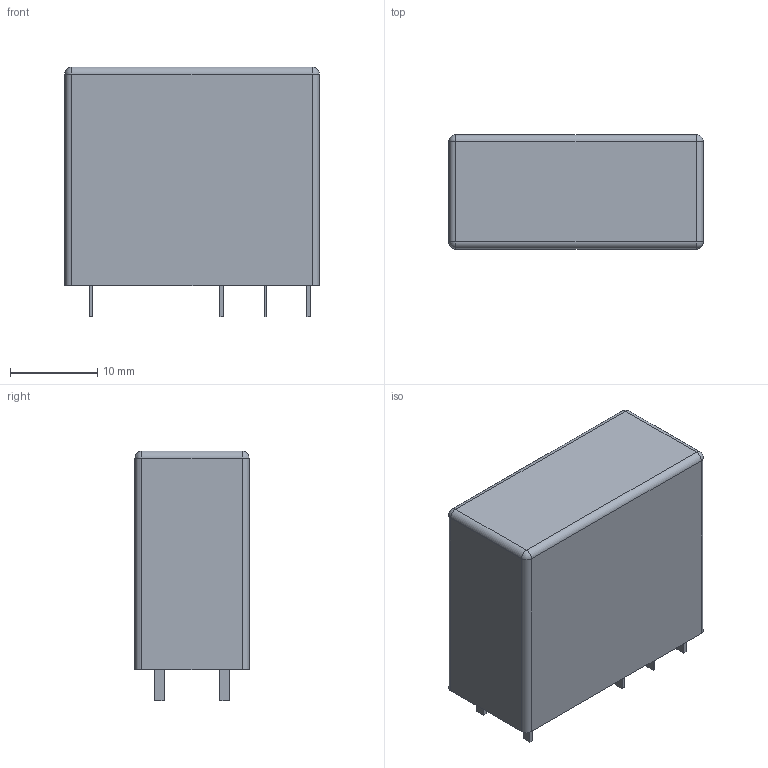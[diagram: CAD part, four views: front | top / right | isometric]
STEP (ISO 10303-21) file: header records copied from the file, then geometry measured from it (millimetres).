
FILE_DESCRIPTION (( 'STEP AP214' ), '1' );
FILE_NAME ('RM83.STEP', '2014-09-12T09:37:55', ( '' ), ( '' ), 'SwSTEP 2.0', 'SolidWorks 2012', '' );
FILE_SCHEMA (( 'AUTOMOTIVE_DESIGN' ));
Length unit declared in the file: millimetre
Products named in the file (1): RM83
Bounding box: 29.2 x 13.1 x 28.7 mm (x, y, z)
Volume: 9587.3 mm3; surface area: 2907.6 mm2
Topology: 1 solids, 1 shells, 58 faces, 136 edges, 84 vertices
Faces by surface type: plane 46, cylinder 8, sphere 4
Entity records: 2081 total; most frequent: CARTESIAN_POINT 275, DIRECTION 266, ORIENTED_EDGE 264, EDGE_CURVE 132, LINE 116, VECTOR 116, VERTEX_POINT 84, AXIS2_PLACEMENT_3D 75
